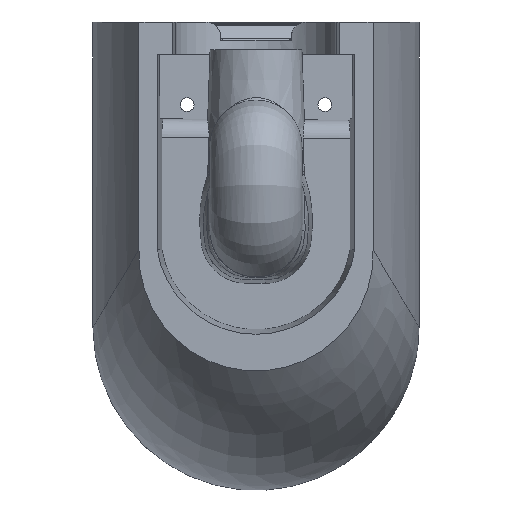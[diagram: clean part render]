
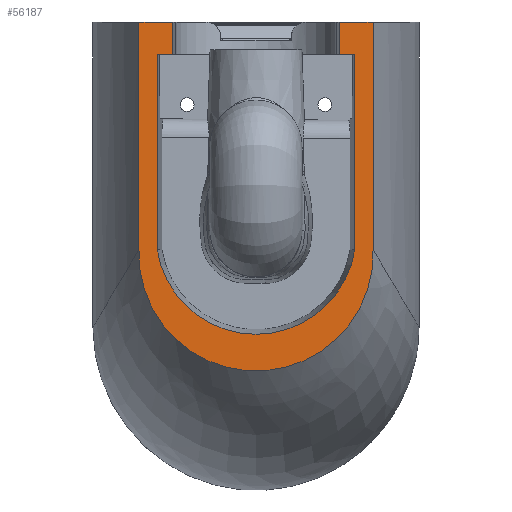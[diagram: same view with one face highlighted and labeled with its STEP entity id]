
A CAD part, front view. The second image highlights one B-rep face of the part: STEP entity #56187.
In plain terms, the highlighted planar face has unit normal (0, -1, 0).
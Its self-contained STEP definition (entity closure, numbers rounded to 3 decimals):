
#1900 = CARTESIAN_POINT ( 'NONE',  ( -127.5, -295., 0. ) ) ;
#2514 = AXIS2_PLACEMENT_3D ( 'NONE', #36607, #57202, #56568 ) ;
#3314 = VERTEX_POINT ( 'NONE', #115800 ) ;
#3398 = VECTOR ( 'NONE', #11489, 1000. ) ;
#4756 = LINE ( 'NONE', #120575, #29316 ) ;
#5566 = CARTESIAN_POINT ( 'NONE',  ( -127.5, -295., -247.836 ) ) ;
#5950 = CARTESIAN_POINT ( 'NONE',  ( 0., -295., -231.155 ) ) ;
#7729 = CIRCLE ( 'NONE', #46749, 127.582 ) ;
#8646 = CARTESIAN_POINT ( 'NONE',  ( 0., -295., -252.418 ) ) ;
#9005 = EDGE_CURVE ( 'NONE', #106130, #3314, #47477, .T. ) ;
#9454 = VERTEX_POINT ( 'NONE', #103110 ) ;
#9896 = DIRECTION ( 'NONE',  ( -1., 0., 0. ) ) ;
#9944 = ORIENTED_EDGE ( 'NONE', *, *, #15541, .F. ) ;
#10718 = ORIENTED_EDGE ( 'NONE', *, *, #64047, .F. ) ;
#11489 = DIRECTION ( 'NONE',  ( 0., 0., 1. ) ) ;
#13965 = EDGE_CURVE ( 'NONE', #47580, #47755, #88387, .T. ) ;
#15324 = CARTESIAN_POINT ( 'NONE',  ( 91., -295., -35. ) ) ;
#15541 = EDGE_CURVE ( 'NONE', #47755, #9454, #119603, .T. ) ;
#16190 = DIRECTION ( 'NONE',  ( 0., 0., -1. ) ) ;
#16233 = DIRECTION ( 'NONE',  ( 0., 0., -1. ) ) ;
#16688 = CARTESIAN_POINT ( 'NONE',  ( 107.5, -295., -248.211 ) ) ;
#17664 = DIRECTION ( 'NONE',  ( 0., 0., -1. ) ) ;
#20827 = CARTESIAN_POINT ( 'NONE',  ( 107.5, -295., -248.211 ) ) ;
#21153 = CARTESIAN_POINT ( 'NONE',  ( -91., -295., 0. ) ) ;
#21544 = ORIENTED_EDGE ( 'NONE', *, *, #13965, .F. ) ;
#21558 = CARTESIAN_POINT ( 'NONE',  ( -107.5, -295., -35. ) ) ;
#23438 = VECTOR ( 'NONE', #119693, 1000. ) ;
#25929 = VECTOR ( 'NONE', #65764, 1000. ) ;
#29316 = VECTOR ( 'NONE', #71712, 1000. ) ;
#30357 = VERTEX_POINT ( 'NONE', #84905 ) ;
#31204 = EDGE_CURVE ( 'NONE', #87943, #93395, #70046, .T. ) ;
#34840 = VERTEX_POINT ( 'NONE', #20827 ) ;
#35533 = ORIENTED_EDGE ( 'NONE', *, *, #75953, .F. ) ;
#36607 = CARTESIAN_POINT ( 'NONE',  ( 0., -295., -252.418 ) ) ;
#39578 = ORIENTED_EDGE ( 'NONE', *, *, #31204, .F. ) ;
#42452 = CARTESIAN_POINT ( 'NONE',  ( 107.5, -295., -35. ) ) ;
#42502 = CARTESIAN_POINT ( 'NONE',  ( 91., -295., -12. ) ) ;
#42610 = ORIENTED_EDGE ( 'NONE', *, *, #59995, .T. ) ;
#43637 = CARTESIAN_POINT ( 'NONE',  ( 91., -295., 0. ) ) ;
#43915 = CARTESIAN_POINT ( 'NONE',  ( -107.5, -295., -248.211 ) ) ;
#45472 = EDGE_CURVE ( 'NONE', #30357, #87943, #7729, .T. ) ;
#45815 = DIRECTION ( 'NONE',  ( 0., -1., 0. ) ) ;
#46749 = AXIS2_PLACEMENT_3D ( 'NONE', #8646, #94261, #17664 ) ;
#47477 = CIRCLE ( 'NONE', #119353, 108.845 ) ;
#47580 = VERTEX_POINT ( 'NONE', #15324 ) ;
#47755 = VERTEX_POINT ( 'NONE', #43637 ) ;
#50467 = VECTOR ( 'NONE', #9896, 1000. ) ;
#50996 = ORIENTED_EDGE ( 'NONE', *, *, #116676, .F. ) ;
#52117 = CARTESIAN_POINT ( 'NONE',  ( 0., -295., -231.155 ) ) ;
#53336 = DIRECTION ( 'NONE',  ( 1., 0., 0. ) ) ;
#53649 = CARTESIAN_POINT ( 'NONE',  ( -107.5, -295., -248.211 ) ) ;
#55468 = LINE ( 'NONE', #43915, #25929 ) ;
#55804 = EDGE_CURVE ( 'NONE', #34840, #125245, #57843, .T. ) ;
#55931 = DIRECTION ( 'NONE',  ( 0., 0., 1. ) ) ;
#56187 = ADVANCED_FACE ( 'NONE', ( #88066 ), #77138, .T. ) ;
#56568 = DIRECTION ( 'NONE',  ( 0., 0., -1. ) ) ;
#57202 = DIRECTION ( 'NONE',  ( 0., -1., 0. ) ) ;
#57843 = LINE ( 'NONE', #16688, #80575 ) ;
#59995 = EDGE_CURVE ( 'NONE', #122128, #93499, #92921, .T. ) ;
#61145 = DIRECTION ( 'NONE',  ( 0., -1., 0. ) ) ;
#64047 = EDGE_CURVE ( 'NONE', #3314, #34840, #120249, .T. ) ;
#65732 = DIRECTION ( 'NONE',  ( -1., 0., 0. ) ) ;
#65764 = DIRECTION ( 'NONE',  ( 0., 0., -1. ) ) ;
#67378 = ORIENTED_EDGE ( 'NONE', *, *, #77049, .F. ) ;
#69090 = CARTESIAN_POINT ( 'NONE',  ( -91., -295., -35. ) ) ;
#70046 = LINE ( 'NONE', #99630, #3398 ) ;
#71101 = CARTESIAN_POINT ( 'NONE',  ( -91., -295., -12. ) ) ;
#71428 = DIRECTION ( 'NONE',  ( 0., 0., -1. ) ) ;
#71712 = DIRECTION ( 'NONE',  ( 1., 0., 0. ) ) ;
#72482 = EDGE_LOOP ( 'NONE', ( #35533, #42610, #90024, #39578, #95279, #50996, #9944, #21544, #75352, #98570, #10718, #86343, #67378 ) ) ;
#72853 = VECTOR ( 'NONE', #92287, 1000. ) ;
#75352 = ORIENTED_EDGE ( 'NONE', *, *, #117279, .F. ) ;
#75953 = EDGE_CURVE ( 'NONE', #122128, #112363, #98040, .T. ) ;
#77049 = EDGE_CURVE ( 'NONE', #112363, #106130, #55468, .T. ) ;
#77138 = PLANE ( 'NONE',  #2514 ) ;
#77512 = CARTESIAN_POINT ( 'NONE',  ( -91., -295., -35. ) ) ;
#78134 = VECTOR ( 'NONE', #65732, 1000. ) ;
#80575 = VECTOR ( 'NONE', #55931, 1000. ) ;
#84905 = CARTESIAN_POINT ( 'NONE',  ( 127.5, -295., -247.836 ) ) ;
#85653 = LINE ( 'NONE', #97852, #78134 ) ;
#86268 = EDGE_CURVE ( 'NONE', #93395, #93499, #4756, .T. ) ;
#86343 = ORIENTED_EDGE ( 'NONE', *, *, #9005, .F. ) ;
#86395 = VECTOR ( 'NONE', #16190, 1000. ) ;
#87382 = AXIS2_PLACEMENT_3D ( 'NONE', #52117, #61145, #71428 ) ;
#87943 = VERTEX_POINT ( 'NONE', #5566 ) ;
#88066 = FACE_OUTER_BOUND ( 'NONE', #72482, .T. ) ;
#88387 = LINE ( 'NONE', #42502, #23438 ) ;
#90024 = ORIENTED_EDGE ( 'NONE', *, *, #86268, .F. ) ;
#92287 = DIRECTION ( 'NONE',  ( 0., 0., 1. ) ) ;
#92921 = LINE ( 'NONE', #71101, #72853 ) ;
#93395 = VERTEX_POINT ( 'NONE', #118925 ) ;
#93499 = VERTEX_POINT ( 'NONE', #21153 ) ;
#94261 = DIRECTION ( 'NONE',  ( 0., 1., 0. ) ) ;
#95279 = ORIENTED_EDGE ( 'NONE', *, *, #45472, .F. ) ;
#97852 = CARTESIAN_POINT ( 'NONE',  ( 91., -295., -35. ) ) ;
#98040 = LINE ( 'NONE', #69090, #50467 ) ;
#98570 = ORIENTED_EDGE ( 'NONE', *, *, #55804, .F. ) ;
#99630 = CARTESIAN_POINT ( 'NONE',  ( -127.5, -295., 0. ) ) ;
#103110 = CARTESIAN_POINT ( 'NONE',  ( 127.5, -295., 0. ) ) ;
#106130 = VERTEX_POINT ( 'NONE', #53649 ) ;
#107204 = VECTOR ( 'NONE', #53336, 1000. ) ;
#112363 = VERTEX_POINT ( 'NONE', #21558 ) ;
#113968 = CARTESIAN_POINT ( 'NONE',  ( 127.5, -295., 0. ) ) ;
#115800 = CARTESIAN_POINT ( 'NONE',  ( 0., -295., -340. ) ) ;
#116676 = EDGE_CURVE ( 'NONE', #9454, #30357, #123608, .T. ) ;
#117279 = EDGE_CURVE ( 'NONE', #125245, #47580, #85653, .T. ) ;
#118925 = CARTESIAN_POINT ( 'NONE',  ( -127.5, -295., 0. ) ) ;
#119353 = AXIS2_PLACEMENT_3D ( 'NONE', #5950, #45815, #16233 ) ;
#119603 = LINE ( 'NONE', #1900, #107204 ) ;
#119693 = DIRECTION ( 'NONE',  ( 0., 0., 1. ) ) ;
#120249 = CIRCLE ( 'NONE', #87382, 108.845 ) ;
#120575 = CARTESIAN_POINT ( 'NONE',  ( -127.5, -295., 0. ) ) ;
#122128 = VERTEX_POINT ( 'NONE', #77512 ) ;
#123608 = LINE ( 'NONE', #113968, #86395 ) ;
#125245 = VERTEX_POINT ( 'NONE', #42452 ) ;
